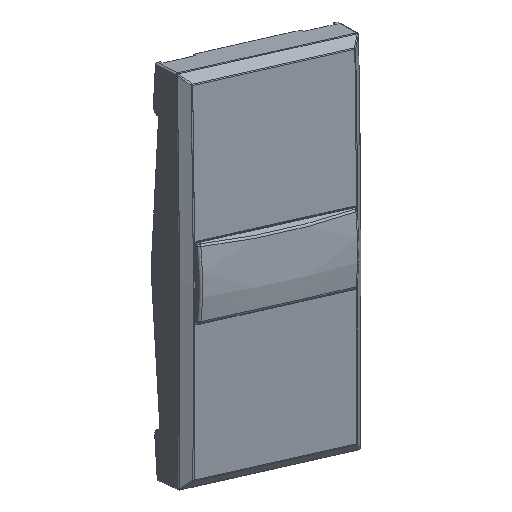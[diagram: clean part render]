
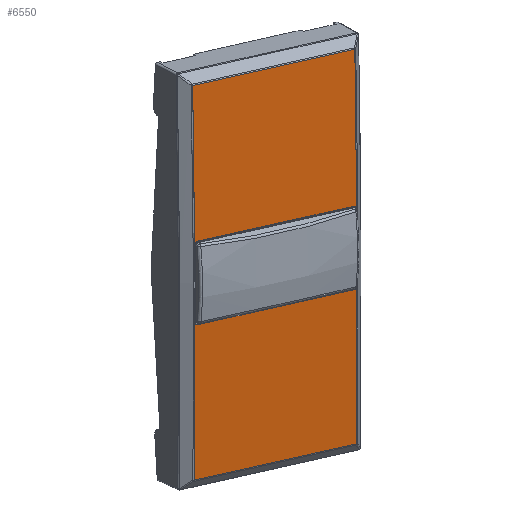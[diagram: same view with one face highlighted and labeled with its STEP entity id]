
A CAD part, top view. The second image highlights one B-rep face of the part: STEP entity #6550.
In plain terms, the highlighted cylindrical face has radius 835.198 mm (diameter 1670.4 mm), a partial arc.
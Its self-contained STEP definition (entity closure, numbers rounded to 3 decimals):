
#5427=CARTESIAN_POINT('Vertex',(4.152,9.727,9.265)) ;
#5431=CARTESIAN_POINT('Control Point',(4.152,9.727,9.265)) ;
#5432=CARTESIAN_POINT('Control Point',(1.384,9.727,9.278)) ;
#5433=CARTESIAN_POINT('Control Point',(-1.384,9.727,9.278)) ;
#5434=CARTESIAN_POINT('Control Point',(-4.152,9.727,9.265)) ;
#5435=CARTESIAN_POINT('Vertex',(-4.152,9.727,9.265)) ;
#5458=CARTESIAN_POINT('Vertex',(4.452,9.427,9.263)) ;
#5462=CARTESIAN_POINT('Control Point',(4.452,9.427,9.263)) ;
#5463=CARTESIAN_POINT('Control Point',(4.452,9.544,9.263)) ;
#5464=CARTESIAN_POINT('Control Point',(4.389,9.664,9.263)) ;
#5465=CARTESIAN_POINT('Control Point',(4.269,9.727,9.264)) ;
#5466=CARTESIAN_POINT('Control Point',(4.152,9.727,9.265)) ;
#5481=CARTESIAN_POINT('Control Point',(4.452,9.427,9.263)) ;
#5482=CARTESIAN_POINT('Control Point',(4.452,-9.427,9.263)) ;
#5483=CARTESIAN_POINT('Vertex',(4.452,-9.427,9.263)) ;
#5506=CARTESIAN_POINT('Vertex',(4.152,-9.727,9.265)) ;
#5510=CARTESIAN_POINT('Control Point',(4.452,-9.427,9.263)) ;
#5511=CARTESIAN_POINT('Control Point',(4.452,-9.544,9.263)) ;
#5512=CARTESIAN_POINT('Control Point',(4.389,-9.664,9.263)) ;
#5513=CARTESIAN_POINT('Control Point',(4.269,-9.727,9.264)) ;
#5514=CARTESIAN_POINT('Control Point',(4.152,-9.727,9.265)) ;
#5531=CARTESIAN_POINT('Vertex',(-4.152,-9.727,9.265)) ;
#5535=CARTESIAN_POINT('Control Point',(-4.152,-9.727,9.265)) ;
#5536=CARTESIAN_POINT('Control Point',(-1.384,-9.727,9.278)) ;
#5537=CARTESIAN_POINT('Control Point',(1.384,-9.727,9.278)) ;
#5538=CARTESIAN_POINT('Control Point',(4.152,-9.727,9.265)) ;
#5556=CARTESIAN_POINT('Vertex',(-4.452,-9.427,9.263)) ;
#5560=CARTESIAN_POINT('Control Point',(-4.452,-9.427,9.263)) ;
#5561=CARTESIAN_POINT('Control Point',(-4.452,-9.544,9.263)) ;
#5562=CARTESIAN_POINT('Control Point',(-4.389,-9.664,9.263)) ;
#5563=CARTESIAN_POINT('Control Point',(-4.269,-9.727,9.264)) ;
#5564=CARTESIAN_POINT('Control Point',(-4.152,-9.727,9.265)) ;
#5581=CARTESIAN_POINT('Vertex',(-4.452,9.427,9.263)) ;
#5584=CARTESIAN_POINT('Line Origine',(-4.452,0.,9.263)) ;
#5602=CARTESIAN_POINT('Control Point',(-4.452,9.427,9.263)) ;
#5603=CARTESIAN_POINT('Control Point',(-4.452,9.544,9.263)) ;
#5604=CARTESIAN_POINT('Control Point',(-4.389,9.664,9.263)) ;
#5605=CARTESIAN_POINT('Control Point',(-4.269,9.727,9.264)) ;
#5606=CARTESIAN_POINT('Control Point',(-4.152,9.727,9.265)) ;
#6499=CARTESIAN_POINT('Axis2P3D Location',(0.,0.,-825.923)) ;
#6505=CARTESIAN_POINT('Control Point',(21.036,9.754,9.01)) ;
#6506=CARTESIAN_POINT('Control Point',(7.015,9.748,9.363)) ;
#6507=CARTESIAN_POINT('Control Point',(-7.015,9.748,9.363)) ;
#6508=CARTESIAN_POINT('Control Point',(-21.036,9.754,9.01)) ;
#6509=CARTESIAN_POINT('Vertex',(-21.036,9.754,9.01)) ;
#6511=CARTESIAN_POINT('Vertex',(21.036,9.754,9.01)) ;
#6514=CARTESIAN_POINT('Line Origine',(-21.036,0.,9.01)) ;
#6518=CARTESIAN_POINT('Vertex',(-21.036,-9.754,9.01)) ;
#6522=CARTESIAN_POINT('Control Point',(21.036,-9.754,9.01)) ;
#6523=CARTESIAN_POINT('Control Point',(7.015,-9.748,9.363)) ;
#6524=CARTESIAN_POINT('Control Point',(-7.015,-9.748,9.363)) ;
#6525=CARTESIAN_POINT('Control Point',(-21.036,-9.754,9.01)) ;
#6526=CARTESIAN_POINT('Vertex',(21.036,-9.754,9.01)) ;
#6529=CARTESIAN_POINT('Line Origine',(21.036,0.,9.01)) ;
#5585=DIRECTION('Vector Direction',(0.,1.,0.)) ;
#6500=DIRECTION('Axis2P3D Direction',(0.,1.,-0.)) ;
#6501=DIRECTION('Axis2P3D XDirection',(-0.027,0.,1.)) ;
#6515=DIRECTION('Vector Direction',(0.,1.,0.)) ;
#6530=DIRECTION('Vector Direction',(0.,1.,0.)) ;
#6502=AXIS2_PLACEMENT_3D('Cylinder Axis2P3D',#6499,#6500,#6501) ;
#6535=ORIENTED_EDGE('',*,*,#6513,.F.) ;
#6536=ORIENTED_EDGE('',*,*,#6520,.T.) ;
#6537=ORIENTED_EDGE('',*,*,#6528,.F.) ;
#6538=ORIENTED_EDGE('',*,*,#6533,.F.) ;
#6541=ORIENTED_EDGE('',*,*,#5607,.T.) ;
#6542=ORIENTED_EDGE('',*,*,#5437,.T.) ;
#6543=ORIENTED_EDGE('',*,*,#5467,.T.) ;
#6544=ORIENTED_EDGE('',*,*,#5485,.F.) ;
#6545=ORIENTED_EDGE('',*,*,#5515,.T.) ;
#6546=ORIENTED_EDGE('',*,*,#5539,.T.) ;
#6547=ORIENTED_EDGE('',*,*,#5565,.T.) ;
#6548=ORIENTED_EDGE('',*,*,#5588,.T.) ;
#6549=FACE_BOUND('',#6540,.T.) ;
#5586=VECTOR('Line Direction',#5585,1.) ;
#6516=VECTOR('Line Direction',#6515,1.) ;
#6531=VECTOR('Line Direction',#6530,1.) ;
#6550=ADVANCED_FACE('PartBody',(#6539,#6549),#6503,.T.) ;
#5430=B_SPLINE_CURVE_WITH_KNOTS('',3,(#5431,#5432,#5433,#5434),.UNSPECIFIED.,.F.,.U.,(4,4),(0.424,12.167),.UNSPECIFIED.) ;
#5461=B_SPLINE_CURVE_WITH_KNOTS('',4,(#5462,#5463,#5464,#5465,#5466),.UNSPECIFIED.,.F.,.U.,(5,5),(0.,0.665),.UNSPECIFIED.) ;
#5480=B_SPLINE_CURVE_WITH_KNOTS('',1,(#5481,#5482),.UNSPECIFIED.,.F.,.U.,(2,2),(-19.757,-0.904),.UNSPECIFIED.) ;
#5509=B_SPLINE_CURVE_WITH_KNOTS('',4,(#5510,#5511,#5512,#5513,#5514),.UNSPECIFIED.,.F.,.U.,(5,5),(0.,0.665),.UNSPECIFIED.) ;
#5534=B_SPLINE_CURVE_WITH_KNOTS('',3,(#5535,#5536,#5537,#5538),.UNSPECIFIED.,.F.,.U.,(4,4),(0.422,12.165),.UNSPECIFIED.) ;
#5559=B_SPLINE_CURVE_WITH_KNOTS('',4,(#5560,#5561,#5562,#5563,#5564),.UNSPECIFIED.,.F.,.U.,(5,5),(0.,0.665),.UNSPECIFIED.) ;
#5601=B_SPLINE_CURVE_WITH_KNOTS('',4,(#5602,#5603,#5604,#5605,#5606),.UNSPECIFIED.,.F.,.U.,(5,5),(0.,0.665),.UNSPECIFIED.) ;
#6504=B_SPLINE_CURVE_WITH_KNOTS('',3,(#6505,#6506,#6507,#6508),.UNSPECIFIED.,.F.,.U.,(4,4),(17.407,90.252),.UNSPECIFIED.) ;
#6521=B_SPLINE_CURVE_WITH_KNOTS('',3,(#6522,#6523,#6524,#6525),.UNSPECIFIED.,.F.,.U.,(4,4),(17.407,90.252),.UNSPECIFIED.) ;
#6503=CYLINDRICAL_SURFACE('generated cylinder',#6502,835.198) ;
#5437=EDGE_CURVE('',#5436,#5428,#5430,.F.) ;
#5467=EDGE_CURVE('',#5428,#5459,#5461,.F.) ;
#5485=EDGE_CURVE('',#5484,#5459,#5480,.F.) ;
#5515=EDGE_CURVE('',#5484,#5507,#5509,.T.) ;
#5539=EDGE_CURVE('',#5507,#5532,#5534,.F.) ;
#5565=EDGE_CURVE('',#5532,#5557,#5559,.F.) ;
#5588=EDGE_CURVE('',#5557,#5582,#5587,.T.) ;
#5607=EDGE_CURVE('',#5582,#5436,#5601,.T.) ;
#6513=EDGE_CURVE('',#6510,#6512,#6504,.F.) ;
#6520=EDGE_CURVE('',#6510,#6519,#6517,.F.) ;
#6528=EDGE_CURVE('',#6527,#6519,#6521,.T.) ;
#6533=EDGE_CURVE('',#6512,#6527,#6532,.F.) ;
#6534=EDGE_LOOP('',(#6535,#6536,#6537,#6538)) ;
#6540=EDGE_LOOP('',(#6541,#6542,#6543,#6544,#6545,#6546,#6547,#6548)) ;
#6539=FACE_OUTER_BOUND('',#6534,.T.) ;
#5587=LINE('Line',#5584,#5586) ;
#6517=LINE('Line',#6514,#6516) ;
#6532=LINE('Line',#6529,#6531) ;
#5428=VERTEX_POINT('',#5427) ;
#5436=VERTEX_POINT('',#5435) ;
#5459=VERTEX_POINT('',#5458) ;
#5484=VERTEX_POINT('',#5483) ;
#5507=VERTEX_POINT('',#5506) ;
#5532=VERTEX_POINT('',#5531) ;
#5557=VERTEX_POINT('',#5556) ;
#5582=VERTEX_POINT('',#5581) ;
#6510=VERTEX_POINT('',#6509) ;
#6512=VERTEX_POINT('',#6511) ;
#6519=VERTEX_POINT('',#6518) ;
#6527=VERTEX_POINT('',#6526) ;
